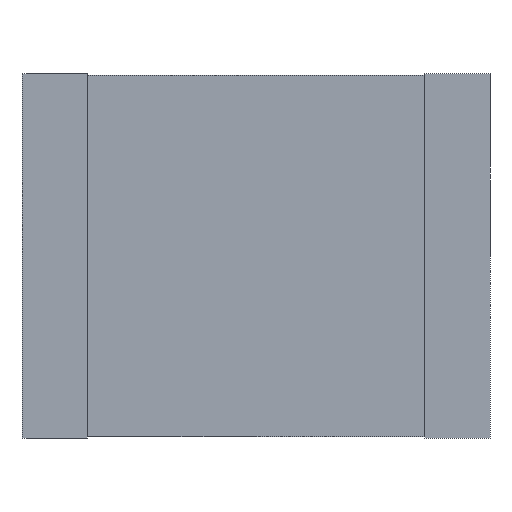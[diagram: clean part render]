
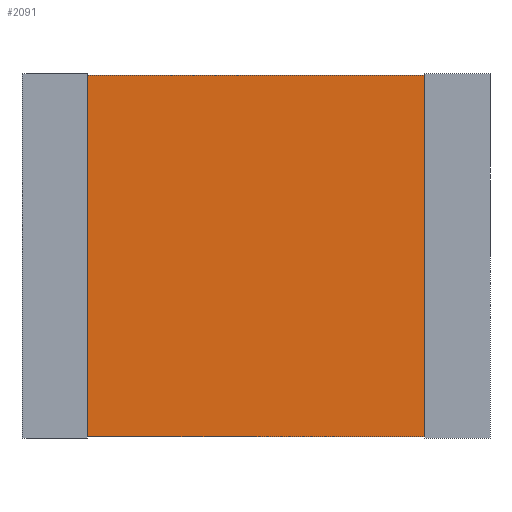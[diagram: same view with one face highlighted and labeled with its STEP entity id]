
A CAD part, front view. The second image highlights one B-rep face of the part: STEP entity #2091.
In plain terms, the highlighted planar face has unit normal (0, -1, 0).
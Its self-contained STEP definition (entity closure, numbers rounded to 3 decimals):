
#37 = DIRECTION ( 'NONE',  ( 0., 0., -1. ) ) ;
#67 = VERTEX_POINT ( 'NONE', #394 ) ;
#80 = CARTESIAN_POINT ( 'NONE',  ( 0.49, 0., 0. ) ) ;
#183 = VECTOR ( 'NONE', #2245, 1000. ) ;
#271 = FACE_OUTER_BOUND ( 'NONE', #1633, .T. ) ;
#287 = ORIENTED_EDGE ( 'NONE', *, *, #1273, .F. ) ;
#335 = CARTESIAN_POINT ( 'NONE',  ( 0.49, 0., 0. ) ) ;
#394 = CARTESIAN_POINT ( 'NONE',  ( 3.09, 0., -2.78 ) ) ;
#427 = VECTOR ( 'NONE', #2095, 1000. ) ;
#581 = EDGE_CURVE ( 'NONE', #733, #2192, #1035, .T. ) ;
#603 = ORIENTED_EDGE ( 'NONE', *, *, #581, .T. ) ;
#661 = PLANE ( 'NONE',  #1910 ) ;
#733 = VERTEX_POINT ( 'NONE', #335 ) ;
#789 = LINE ( 'NONE', #1475, #183 ) ;
#854 = DIRECTION ( 'NONE',  ( 1., 0., 0. ) ) ;
#961 = ORIENTED_EDGE ( 'NONE', *, *, #2110, .F. ) ;
#1035 = LINE ( 'NONE', #80, #1739 ) ;
#1051 = ORIENTED_EDGE ( 'NONE', *, *, #1826, .T. ) ;
#1103 = CARTESIAN_POINT ( 'NONE',  ( 0.49, 0., -2.78 ) ) ;
#1146 = CARTESIAN_POINT ( 'NONE',  ( 3.09, 0., 0. ) ) ;
#1155 = LINE ( 'NONE', #1146, #427 ) ;
#1273 = EDGE_CURVE ( 'NONE', #733, #1486, #2016, .T. ) ;
#1475 = CARTESIAN_POINT ( 'NONE',  ( 0., 0., -2.78 ) ) ;
#1486 = VERTEX_POINT ( 'NONE', #1861 ) ;
#1633 = EDGE_LOOP ( 'NONE', ( #961, #1051, #287, #603 ) ) ;
#1661 = VECTOR ( 'NONE', #854, 1000. ) ;
#1739 = VECTOR ( 'NONE', #1985, 1000. ) ;
#1826 = EDGE_CURVE ( 'NONE', #67, #1486, #1155, .T. ) ;
#1827 = CARTESIAN_POINT ( 'NONE',  ( 0., 0., 0. ) ) ;
#1861 = CARTESIAN_POINT ( 'NONE',  ( 3.09, 0., 0. ) ) ;
#1910 = AXIS2_PLACEMENT_3D ( 'NONE', #2014, #2039, #37 ) ;
#1985 = DIRECTION ( 'NONE',  ( 0., 0., -1. ) ) ;
#2014 = CARTESIAN_POINT ( 'NONE',  ( 0., 0., 0. ) ) ;
#2016 = LINE ( 'NONE', #1827, #1661 ) ;
#2039 = DIRECTION ( 'NONE',  ( 0., -1., 0. ) ) ;
#2091 = ADVANCED_FACE ( 'NONE', ( #271 ), #661, .T. ) ;
#2095 = DIRECTION ( 'NONE',  ( 0., 0., 1. ) ) ;
#2110 = EDGE_CURVE ( 'NONE', #67, #2192, #789, .T. ) ;
#2192 = VERTEX_POINT ( 'NONE', #1103 ) ;
#2245 = DIRECTION ( 'NONE',  ( -1., 0., 0. ) ) ;
